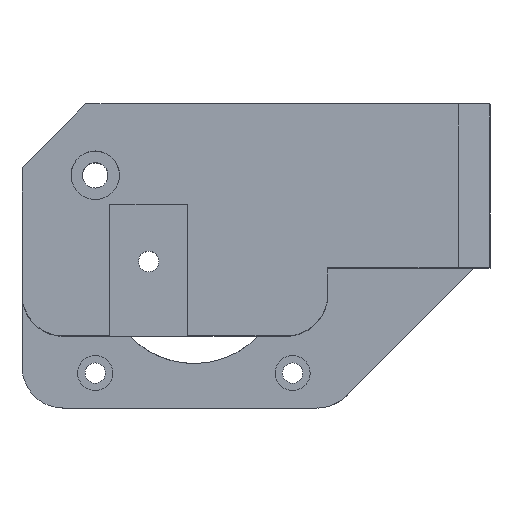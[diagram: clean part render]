
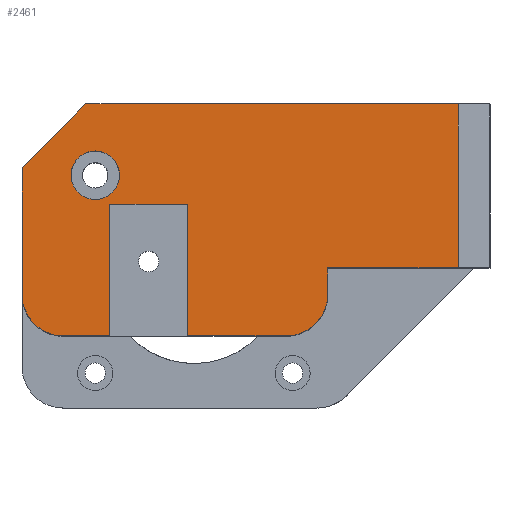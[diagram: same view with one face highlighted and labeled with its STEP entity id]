
A CAD part, top view. The second image highlights one B-rep face of the part: STEP entity #2461.
In plain terms, the highlighted planar face has unit normal (0, 0, 1).
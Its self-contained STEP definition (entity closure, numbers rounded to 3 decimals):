
#1130 = VERTEX_POINT('',#1131);
#1131 = CARTESIAN_POINT('',(94.141,974.828,47.945));
#1137 = EDGE_CURVE('',#1130,#1138,#1140,.T.);
#1138 = VERTEX_POINT('',#1139);
#1139 = CARTESIAN_POINT('',(78.626,974.828,47.945));
#1140 = LINE('',#1141,#1142);
#1141 = CARTESIAN_POINT('',(91.551,974.828,47.945));
#1142 = VECTOR('',#1143,1.);
#1143 = DIRECTION('',(-1.,0.,0.));
#1162 = VERTEX_POINT('',#1163);
#1163 = CARTESIAN_POINT('',(66.426,974.828,47.945));
#1169 = EDGE_CURVE('',#1170,#1162,#1172,.T.);
#1170 = VERTEX_POINT('',#1171);
#1171 = CARTESIAN_POINT('',(59.141,974.828,47.945));
#1172 = LINE('',#1173,#1174);
#1173 = CARTESIAN_POINT('',(74.051,974.828,47.945));
#1174 = VECTOR('',#1175,1.);
#1175 = DIRECTION('',(1.,0.,0.));
#2116 = VERTEX_POINT('',#2117);
#2117 = CARTESIAN_POINT('',(100.641,985.528,47.945));
#2133 = VERTEX_POINT('',#2134);
#2134 = CARTESIAN_POINT('',(121.141,985.528,47.945));
#2140 = EDGE_CURVE('',#2133,#2116,#2141,.T.);
#2141 = LINE('',#2142,#2143);
#2142 = CARTESIAN_POINT('',(123.541,985.528,47.945));
#2143 = VECTOR('',#2144,1.);
#2144 = DIRECTION('',(-1.,0.,0.));
#2278 = EDGE_CURVE('',#2133,#2279,#2281,.T.);
#2279 = VERTEX_POINT('',#2280);
#2280 = CARTESIAN_POINT('',(121.141,1011.278,47.945));
#2281 = LINE('',#2282,#2283);
#2282 = CARTESIAN_POINT('',(121.141,985.528,47.945));
#2283 = VECTOR('',#2284,1.);
#2284 = DIRECTION('',(0.,1.,0.));
#2303 = VERTEX_POINT('',#2304);
#2304 = CARTESIAN_POINT('',(62.691,1011.278,47.945));
#2310 = EDGE_CURVE('',#2303,#2279,#2311,.T.);
#2311 = LINE('',#2312,#2313);
#2312 = CARTESIAN_POINT('',(98.156,1011.278,47.945));
#2313 = VECTOR('',#2314,1.);
#2314 = DIRECTION('',(1.,0.,0.));
#2443 = VERTEX_POINT('',#2444);
#2444 = CARTESIAN_POINT('',(100.641,981.328,47.945));
#2450 = EDGE_CURVE('',#2443,#1130,#2451,.T.);
#2451 = CIRCLE('',#2452,6.5);
#2452 = AXIS2_PLACEMENT_3D('',#2453,#2454,#2455);
#2453 = CARTESIAN_POINT('',(94.141,981.328,47.945));
#2454 = DIRECTION('',(0.,0.,-1.));
#2455 = DIRECTION('',(1.,0.,0.));
#2461 = ADVANCED_FACE('',(#2462,#2521),#2532,.T.);
#2462 = FACE_BOUND('',#2463,.T.);
#2463 = EDGE_LOOP('',(#2464,#2465,#2473,#2481,#2488,#2489,#2497,#2505,
    #2511,#2512,#2513,#2519,#2520));
#2464 = ORIENTED_EDGE('',*,*,#2310,.F.);
#2465 = ORIENTED_EDGE('',*,*,#2466,.T.);
#2466 = EDGE_CURVE('',#2303,#2467,#2469,.T.);
#2467 = VERTEX_POINT('',#2468);
#2468 = CARTESIAN_POINT('',(52.641,1001.228,47.945));
#2469 = LINE('',#2470,#2471);
#2470 = CARTESIAN_POINT('',(64.7,1013.288,47.945));
#2471 = VECTOR('',#2472,1.);
#2472 = DIRECTION('',(-0.707,-0.707,0.));
#2473 = ORIENTED_EDGE('',*,*,#2474,.F.);
#2474 = EDGE_CURVE('',#2475,#2467,#2477,.T.);
#2475 = VERTEX_POINT('',#2476);
#2476 = CARTESIAN_POINT('',(52.641,981.328,47.945));
#2477 = LINE('',#2478,#2479);
#2478 = CARTESIAN_POINT('',(52.641,1000.814,47.945));
#2479 = VECTOR('',#2480,1.);
#2480 = DIRECTION('',(0.,1.,0.));
#2481 = ORIENTED_EDGE('',*,*,#2482,.F.);
#2482 = EDGE_CURVE('',#1170,#2475,#2483,.T.);
#2483 = CIRCLE('',#2484,6.5);
#2484 = AXIS2_PLACEMENT_3D('',#2485,#2486,#2487);
#2485 = CARTESIAN_POINT('',(59.141,981.328,47.945));
#2486 = DIRECTION('',(0.,0.,-1.));
#2487 = DIRECTION('',(1.,0.,0.));
#2488 = ORIENTED_EDGE('',*,*,#1169,.T.);
#2489 = ORIENTED_EDGE('',*,*,#2490,.F.);
#2490 = EDGE_CURVE('',#2491,#1162,#2493,.T.);
#2491 = VERTEX_POINT('',#2492);
#2492 = CARTESIAN_POINT('',(66.426,995.528,47.945));
#2493 = LINE('',#2494,#2495);
#2494 = CARTESIAN_POINT('',(66.426,991.676,47.945));
#2495 = VECTOR('',#2496,1.);
#2496 = DIRECTION('',(0.,-1.,0.));
#2497 = ORIENTED_EDGE('',*,*,#2498,.F.);
#2498 = EDGE_CURVE('',#2499,#2491,#2501,.T.);
#2499 = VERTEX_POINT('',#2500);
#2500 = CARTESIAN_POINT('',(78.626,995.528,47.945));
#2501 = LINE('',#2502,#2503);
#2502 = CARTESIAN_POINT('',(78.626,995.528,47.945));
#2503 = VECTOR('',#2504,1.);
#2504 = DIRECTION('',(-1.,0.,0.));
#2505 = ORIENTED_EDGE('',*,*,#2506,.F.);
#2506 = EDGE_CURVE('',#1138,#2499,#2507,.T.);
#2507 = LINE('',#2508,#2509);
#2508 = CARTESIAN_POINT('',(78.626,985.528,47.945));
#2509 = VECTOR('',#2510,1.);
#2510 = DIRECTION('',(0.,1.,0.));
#2511 = ORIENTED_EDGE('',*,*,#1137,.F.);
#2512 = ORIENTED_EDGE('',*,*,#2450,.F.);
#2513 = ORIENTED_EDGE('',*,*,#2514,.T.);
#2514 = EDGE_CURVE('',#2443,#2116,#2515,.T.);
#2515 = LINE('',#2516,#2517);
#2516 = CARTESIAN_POINT('',(100.641,989.576,47.945));
#2517 = VECTOR('',#2518,1.);
#2518 = DIRECTION('',(0.,1.,0.));
#2519 = ORIENTED_EDGE('',*,*,#2140,.F.);
#2520 = ORIENTED_EDGE('',*,*,#2278,.T.);
#2521 = FACE_BOUND('',#2522,.T.);
#2522 = EDGE_LOOP('',(#2523));
#2523 = ORIENTED_EDGE('',*,*,#2524,.F.);
#2524 = EDGE_CURVE('',#2525,#2525,#2527,.T.);
#2525 = VERTEX_POINT('',#2526);
#2526 = CARTESIAN_POINT('',(67.941,1000.078,47.945));
#2527 = CIRCLE('',#2528,3.8);
#2528 = AXIS2_PLACEMENT_3D('',#2529,#2530,#2531);
#2529 = CARTESIAN_POINT('',(64.141,1000.078,47.945));
#2530 = DIRECTION('',(0.,0.,1.));
#2531 = DIRECTION('',(1.,0.,-0.));
#2532 = PLANE('',#2533);
#2533 = AXIS2_PLACEMENT_3D('',#2534,#2535,#2536);
#2534 = CARTESIAN_POINT('',(86.748,993.792,47.945));
#2535 = DIRECTION('',(0.,0.,1.));
#2536 = DIRECTION('',(1.,0.,0.));
